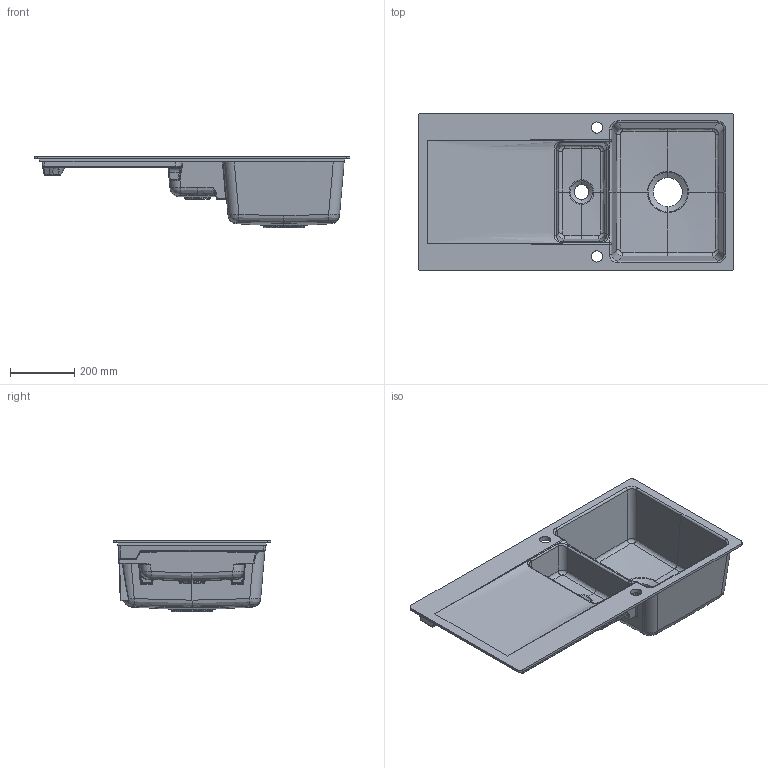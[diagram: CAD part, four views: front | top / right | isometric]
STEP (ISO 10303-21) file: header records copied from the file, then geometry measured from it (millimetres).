
FILE_DESCRIPTION(/* description */ (''),/* implementation_level */ '2;1');
FILE_NAME(/* name */ '33370F_33371F_33372F.stp',/* time_stamp */ '2022-07-12T09:15:16+02:00',/* author */ (''),/* organization */ (''),/* preprocessor_version */ 'ST-DEVELOPER v18.1',/* originating_system */ 'SIEMENS PLM Software NX 1973',/* authorisation */ '');
FILE_SCHEMA (('AUTOMOTIVE_DESIGN { 1 0 10303 214 3 1 1 1 }'));
Products named in the file (1): rupp63C8EE96w7wv
Bounding box: 980 x 490 x 221 mm (x, y, z)
Volume: 12385966.9 mm3; surface area: 1864648 mm2
Topology: 1 solids, 3 shells, 1077 faces, 2559 edges, 1408 vertices
Faces by surface type: bspline 527, cylinder 271, plane 139, sphere 60, torus 48, cone 32
Full cylindrical faces by diameter (mm): 35 x2, 46 x1, 90 x1
Entity records: 45819 total; most frequent: CARTESIAN_POINT 24903, ORIENTED_EDGE 4840, DIRECTION 3748, EDGE_CURVE 2420, AXIS2_PLACEMENT_3D 1586, VERTEX_POINT 1379, EDGE_LOOP 1133, ADVANCED_FACE 1077
